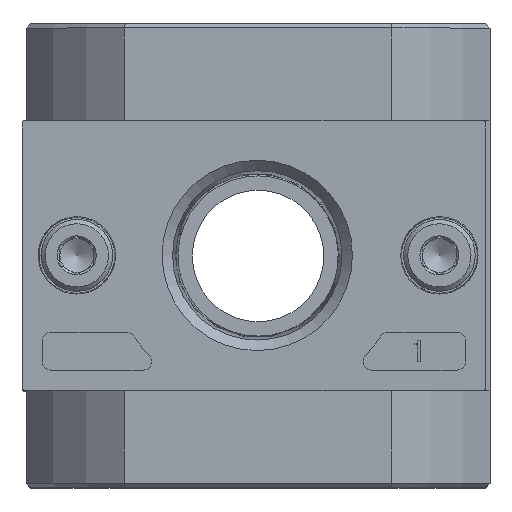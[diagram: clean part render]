
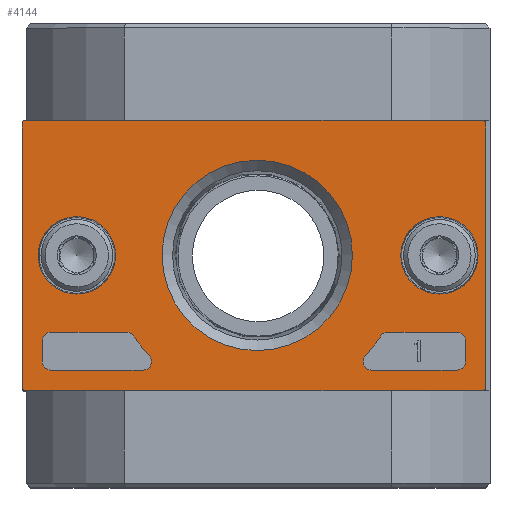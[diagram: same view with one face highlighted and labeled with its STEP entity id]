
A CAD part, top view. The second image highlights one B-rep face of the part: STEP entity #4144.
In plain terms, the highlighted face is planar.
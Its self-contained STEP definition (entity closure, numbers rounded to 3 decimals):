
#379=CIRCLE('',#4563,1.);
#380=CIRCLE('',#4564,1.);
#381=CIRCLE('',#4565,17.5);
#382=CIRCLE('',#4566,1.);
#383=CIRCLE('',#4567,1.);
#384=CIRCLE('',#4568,0.3);
#385=CIRCLE('',#4569,0.3);
#386=CIRCLE('',#4570,0.3);
#387=CIRCLE('',#4571,0.3);
#388=CIRCLE('',#4572,11.288);
#389=CIRCLE('',#4573,4.587);
#390=CIRCLE('',#4574,4.587);
#391=CIRCLE('',#4575,1.);
#392=CIRCLE('',#4576,17.5);
#393=CIRCLE('',#4577,1.);
#394=CIRCLE('',#4578,1.);
#395=CIRCLE('',#4579,1.);
#1063=ORIENTED_EDGE('',*,*,#1697,.F.);
#1064=ORIENTED_EDGE('',*,*,#1698,.F.);
#1065=ORIENTED_EDGE('',*,*,#1699,.F.);
#1066=ORIENTED_EDGE('',*,*,#1700,.T.);
#1067=ORIENTED_EDGE('',*,*,#1701,.F.);
#1068=ORIENTED_EDGE('',*,*,#1702,.F.);
#1069=ORIENTED_EDGE('',*,*,#1703,.F.);
#1070=ORIENTED_EDGE('',*,*,#1704,.F.);
#1071=ORIENTED_EDGE('',*,*,#1705,.T.);
#1072=ORIENTED_EDGE('',*,*,#1706,.T.);
#1073=ORIENTED_EDGE('',*,*,#1707,.T.);
#1074=ORIENTED_EDGE('',*,*,#1708,.T.);
#1075=ORIENTED_EDGE('',*,*,#1709,.T.);
#1076=ORIENTED_EDGE('',*,*,#1710,.T.);
#1077=ORIENTED_EDGE('',*,*,#1711,.T.);
#1078=ORIENTED_EDGE('',*,*,#1712,.T.);
#1079=ORIENTED_EDGE('',*,*,#1713,.T.);
#1080=ORIENTED_EDGE('',*,*,#1714,.T.);
#1081=ORIENTED_EDGE('',*,*,#1715,.T.);
#1082=ORIENTED_EDGE('',*,*,#1716,.F.);
#1083=ORIENTED_EDGE('',*,*,#1717,.T.);
#1084=ORIENTED_EDGE('',*,*,#1718,.F.);
#1085=ORIENTED_EDGE('',*,*,#1719,.F.);
#1086=ORIENTED_EDGE('',*,*,#1720,.F.);
#1087=ORIENTED_EDGE('',*,*,#1721,.F.);
#1088=ORIENTED_EDGE('',*,*,#1722,.F.);
#1089=ORIENTED_EDGE('',*,*,#1723,.F.);
#1697=EDGE_CURVE('',#2078,#2079,#379,.T.);
#1698=EDGE_CURVE('',#2080,#2078,#2330,.T.);
#1699=EDGE_CURVE('',#2081,#2080,#380,.T.);
#1700=EDGE_CURVE('',#2081,#2082,#381,.T.);
#1701=EDGE_CURVE('',#2083,#2082,#382,.T.);
#1702=EDGE_CURVE('',#2084,#2083,#2331,.T.);
#1703=EDGE_CURVE('',#2085,#2084,#383,.T.);
#1704=EDGE_CURVE('',#2079,#2085,#2332,.T.);
#1705=EDGE_CURVE('',#2086,#2087,#2333,.T.);
#1706=EDGE_CURVE('',#2087,#2088,#384,.T.);
#1707=EDGE_CURVE('',#2088,#2089,#2334,.T.);
#1708=EDGE_CURVE('',#2089,#2090,#385,.T.);
#1709=EDGE_CURVE('',#2090,#2091,#2335,.T.);
#1710=EDGE_CURVE('',#2091,#2092,#386,.T.);
#1711=EDGE_CURVE('',#2092,#2093,#2336,.T.);
#1712=EDGE_CURVE('',#2093,#2086,#387,.T.);
#1713=EDGE_CURVE('',#2094,#2094,#388,.T.);
#1714=EDGE_CURVE('',#2095,#2095,#389,.T.);
#1715=EDGE_CURVE('',#2096,#2096,#390,.T.);
#1716=EDGE_CURVE('',#2097,#2098,#391,.T.);
#1717=EDGE_CURVE('',#2097,#2099,#392,.T.);
#1718=EDGE_CURVE('',#2100,#2099,#393,.T.);
#1719=EDGE_CURVE('',#2101,#2100,#2337,.T.);
#1720=EDGE_CURVE('',#2102,#2101,#394,.T.);
#1721=EDGE_CURVE('',#2103,#2102,#2338,.T.);
#1722=EDGE_CURVE('',#2104,#2103,#395,.T.);
#1723=EDGE_CURVE('',#2098,#2104,#2339,.T.);
#2078=VERTEX_POINT('',#6693);
#2079=VERTEX_POINT('',#6694);
#2080=VERTEX_POINT('',#6696);
#2081=VERTEX_POINT('',#6698);
#2082=VERTEX_POINT('',#6700);
#2083=VERTEX_POINT('',#6702);
#2084=VERTEX_POINT('',#6704);
#2085=VERTEX_POINT('',#6706);
#2086=VERTEX_POINT('',#6709);
#2087=VERTEX_POINT('',#6710);
#2088=VERTEX_POINT('',#6712);
#2089=VERTEX_POINT('',#6714);
#2090=VERTEX_POINT('',#6716);
#2091=VERTEX_POINT('',#6718);
#2092=VERTEX_POINT('',#6720);
#2093=VERTEX_POINT('',#6722);
#2094=VERTEX_POINT('',#6725);
#2095=VERTEX_POINT('',#6727);
#2096=VERTEX_POINT('',#6729);
#2097=VERTEX_POINT('',#6731);
#2098=VERTEX_POINT('',#6732);
#2099=VERTEX_POINT('',#6734);
#2100=VERTEX_POINT('',#6736);
#2101=VERTEX_POINT('',#6738);
#2102=VERTEX_POINT('',#6740);
#2103=VERTEX_POINT('',#6742);
#2104=VERTEX_POINT('',#6744);
#2330=LINE('',#6695,#2556);
#2331=LINE('',#6703,#2557);
#2332=LINE('',#6707,#2558);
#2333=LINE('',#6708,#2559);
#2334=LINE('',#6713,#2560);
#2335=LINE('',#6717,#2561);
#2336=LINE('',#6721,#2562);
#2337=LINE('',#6737,#2563);
#2338=LINE('',#6741,#2564);
#2339=LINE('',#6745,#2565);
#2556=VECTOR('',#5479,1000.);
#2557=VECTOR('',#5486,1000.);
#2558=VECTOR('',#5489,1000.);
#2559=VECTOR('',#5490,1000.);
#2560=VECTOR('',#5493,1000.);
#2561=VECTOR('',#5496,1000.);
#2562=VECTOR('',#5499,1000.);
#2563=VECTOR('',#5514,1000.);
#2564=VECTOR('',#5517,1000.);
#2565=VECTOR('',#5520,1000.);
#2888=EDGE_LOOP('',(#1063,#1064,#1065,#1066,#1067,#1068,#1069,#1070));
#2889=EDGE_LOOP('',(#1071,#1072,#1073,#1074,#1075,#1076,#1077,#1078));
#2890=EDGE_LOOP('',(#1079));
#2891=EDGE_LOOP('',(#1080));
#2892=EDGE_LOOP('',(#1081));
#2893=EDGE_LOOP('',(#1082,#1083,#1084,#1085,#1086,#1087,#1088,#1089));
#3245=FACE_BOUND('',#2888,.T.);
#3246=FACE_BOUND('',#2889,.T.);
#3247=FACE_BOUND('',#2890,.T.);
#3248=FACE_BOUND('',#2891,.T.);
#3249=FACE_BOUND('',#2892,.T.);
#3250=FACE_BOUND('',#2893,.T.);
#3431=PLANE('',#4562);
#4144=ADVANCED_FACE('',(#3245,#3246,#3247,#3248,#3249,#3250),#3431,.T.);
#4562=AXIS2_PLACEMENT_3D('',#6691,#5475,#5476);
#4563=AXIS2_PLACEMENT_3D('',#6692,#5477,#5478);
#4564=AXIS2_PLACEMENT_3D('',#6697,#5480,#5481);
#4565=AXIS2_PLACEMENT_3D('',#6699,#5482,#5483);
#4566=AXIS2_PLACEMENT_3D('',#6701,#5484,#5485);
#4567=AXIS2_PLACEMENT_3D('',#6705,#5487,#5488);
#4568=AXIS2_PLACEMENT_3D('',#6711,#5491,#5492);
#4569=AXIS2_PLACEMENT_3D('',#6715,#5494,#5495);
#4570=AXIS2_PLACEMENT_3D('',#6719,#5497,#5498);
#4571=AXIS2_PLACEMENT_3D('',#6723,#5500,#5501);
#4572=AXIS2_PLACEMENT_3D('',#6724,#5502,#5503);
#4573=AXIS2_PLACEMENT_3D('',#6726,#5504,#5505);
#4574=AXIS2_PLACEMENT_3D('',#6728,#5506,#5507);
#4575=AXIS2_PLACEMENT_3D('',#6730,#5508,#5509);
#4576=AXIS2_PLACEMENT_3D('',#6733,#5510,#5511);
#4577=AXIS2_PLACEMENT_3D('',#6735,#5512,#5513);
#4578=AXIS2_PLACEMENT_3D('',#6739,#5515,#5516);
#4579=AXIS2_PLACEMENT_3D('',#6743,#5518,#5519);
#5475=DIRECTION('',(0.,1.,0.));
#5476=DIRECTION('',(0.,0.,1.));
#5477=DIRECTION('',(0.,1.,0.));
#5478=DIRECTION('',(1.,0.,0.));
#5479=DIRECTION('',(-1.,0.,0.));
#5480=DIRECTION('',(0.,1.,0.));
#5481=DIRECTION('',(1.,0.,0.));
#5482=DIRECTION('',(0.,1.,0.));
#5483=DIRECTION('',(1.,0.,0.));
#5484=DIRECTION('',(0.,1.,0.));
#5485=DIRECTION('',(1.,0.,0.));
#5486=DIRECTION('',(1.,0.,0.));
#5487=DIRECTION('',(0.,1.,0.));
#5488=DIRECTION('',(1.,0.,0.));
#5489=DIRECTION('',(0.,0.,1.));
#5490=DIRECTION('',(0.,0.,1.));
#5491=DIRECTION('',(0.,1.,0.));
#5492=DIRECTION('',(1.,0.,0.));
#5493=DIRECTION('',(1.,0.,0.));
#5494=DIRECTION('',(0.,1.,0.));
#5495=DIRECTION('',(1.,0.,0.));
#5496=DIRECTION('',(0.,0.,-1.));
#5497=DIRECTION('',(0.,1.,0.));
#5498=DIRECTION('',(1.,0.,0.));
#5499=DIRECTION('',(-1.,0.,0.));
#5500=DIRECTION('',(0.,1.,0.));
#5501=DIRECTION('',(1.,0.,0.));
#5502=DIRECTION('',(0.,-1.,0.));
#5503=DIRECTION('',(1.,0.,0.));
#5504=DIRECTION('',(0.,-1.,0.));
#5505=DIRECTION('',(0.,0.,-1.));
#5506=DIRECTION('',(0.,-1.,0.));
#5507=DIRECTION('',(0.,0.,-1.));
#5508=DIRECTION('',(0.,1.,0.));
#5509=DIRECTION('',(1.,0.,0.));
#5510=DIRECTION('',(0.,1.,0.));
#5511=DIRECTION('',(1.,0.,0.));
#5512=DIRECTION('',(0.,1.,0.));
#5513=DIRECTION('',(1.,0.,0.));
#5514=DIRECTION('',(-1.,0.,0.));
#5515=DIRECTION('',(0.,1.,0.));
#5516=DIRECTION('',(1.,0.,0.));
#5517=DIRECTION('',(0.,0.,-1.));
#5518=DIRECTION('',(0.,1.,0.));
#5519=DIRECTION('',(1.,0.,0.));
#5520=DIRECTION('',(1.,0.,0.));
#6691=CARTESIAN_POINT('',(-27.2,15.,15.7));
#6692=CARTESIAN_POINT('',(-24.1,15.,10.1));
#6693=CARTESIAN_POINT('',(-24.1,15.,9.1));
#6694=CARTESIAN_POINT('',(-25.1,15.,10.1));
#6695=CARTESIAN_POINT('',(-15.1,15.,9.1));
#6696=CARTESIAN_POINT('',(-15.1,15.,9.1));
#6697=CARTESIAN_POINT('',(-15.1,15.,10.1));
#6698=CARTESIAN_POINT('',(-14.262,15.,9.554));
#6699=CARTESIAN_POINT('',(0.4,15.,0.));
#6700=CARTESIAN_POINT('',(-12.414,15.,11.919));
#6701=CARTESIAN_POINT('',(-13.146,15.,12.6));
#6702=CARTESIAN_POINT('',(-13.146,15.,13.6));
#6703=CARTESIAN_POINT('',(-24.1,15.,13.6));
#6704=CARTESIAN_POINT('',(-24.1,15.,13.6));
#6705=CARTESIAN_POINT('',(-24.1,15.,12.6));
#6706=CARTESIAN_POINT('',(-25.1,15.,12.6));
#6707=CARTESIAN_POINT('',(-25.1,15.,10.1));
#6708=CARTESIAN_POINT('',(-27.5,15.,-15.7));
#6709=CARTESIAN_POINT('',(-27.5,15.,-15.7));
#6710=CARTESIAN_POINT('',(-27.5,15.,15.7));
#6711=CARTESIAN_POINT('',(-27.2,15.,15.7));
#6712=CARTESIAN_POINT('',(-27.2,15.,16.));
#6713=CARTESIAN_POINT('',(-27.2,15.,16.));
#6714=CARTESIAN_POINT('',(27.2,15.,16.));
#6715=CARTESIAN_POINT('',(27.2,15.,15.7));
#6716=CARTESIAN_POINT('',(27.5,15.,15.7));
#6717=CARTESIAN_POINT('',(27.5,15.,15.7));
#6718=CARTESIAN_POINT('',(27.5,15.,-15.7));
#6719=CARTESIAN_POINT('',(27.2,15.,-15.7));
#6720=CARTESIAN_POINT('',(27.2,15.,-16.));
#6721=CARTESIAN_POINT('',(27.2,15.,-16.));
#6722=CARTESIAN_POINT('',(-27.2,15.,-16.));
#6723=CARTESIAN_POINT('',(-27.2,15.,-15.7));
#6724=CARTESIAN_POINT('',(0.4,15.,0.));
#6725=CARTESIAN_POINT('',(11.688,15.,0.));
#6726=CARTESIAN_POINT('',(22.,15.,0.));
#6727=CARTESIAN_POINT('',(22.,15.,-4.587));
#6728=CARTESIAN_POINT('',(-21.,15.,0.));
#6729=CARTESIAN_POINT('',(-21.,15.,-4.587));
#6730=CARTESIAN_POINT('',(13.946,15.,12.6));
#6731=CARTESIAN_POINT('',(13.214,15.,11.919));
#6732=CARTESIAN_POINT('',(13.946,15.,13.6));
#6733=CARTESIAN_POINT('',(0.4,15.,0.));
#6734=CARTESIAN_POINT('',(15.062,15.,9.554));
#6735=CARTESIAN_POINT('',(15.9,15.,10.1));
#6736=CARTESIAN_POINT('',(15.9,15.,9.1));
#6737=CARTESIAN_POINT('',(24.1,15.,9.1));
#6738=CARTESIAN_POINT('',(24.1,15.,9.1));
#6739=CARTESIAN_POINT('',(24.1,15.,10.1));
#6740=CARTESIAN_POINT('',(25.1,15.,10.1));
#6741=CARTESIAN_POINT('',(25.1,15.,12.6));
#6742=CARTESIAN_POINT('',(25.1,15.,12.6));
#6743=CARTESIAN_POINT('',(24.1,15.,12.6));
#6744=CARTESIAN_POINT('',(24.1,15.,13.6));
#6745=CARTESIAN_POINT('',(13.946,15.,13.6));
